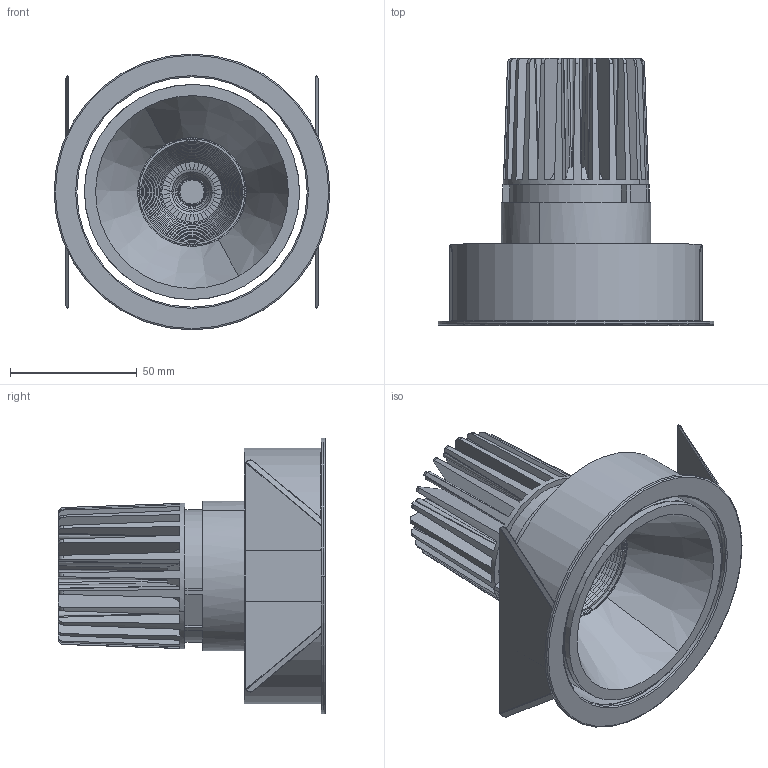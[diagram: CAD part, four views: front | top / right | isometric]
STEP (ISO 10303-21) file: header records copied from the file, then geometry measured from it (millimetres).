
FILE_DESCRIPTION((''),'2;1');
FILE_NAME('220-0566_RED_ASM','2018-07-30T',('manuel.reismann'),(''),'CREO PARAMETRIC BY PTC INC, 2017020','CREO PARAMETRIC BY PTC INC, 2017020','');
FILE_SCHEMA(('CONFIG_CONTROL_DESIGN'));
Length unit declared in the file: millimetre
Products named in the file (11): E29-1432_RED; E29-1433_RED; E59-054F2_RED; E04-1437_RED; E59-050F2_RED; E59-052-V2_RED; E60-013_RED; BRIDGELUX-V10_3000K; C05-0063C-30K_RED_ASM; SHINLAND44-R1; 220-0566_RED_ASM
Assembly tree (11 placements, depth 3):
  220-0566_RED_ASM
    E29-1432_RED
    E29-1433_RED
    E59-054F2_RED
    E04-1437_RED  x2
    E59-050F2_RED
    C05-0063C-30K_RED_ASM
      E59-052-V2_RED
      E60-013_RED
      BRIDGELUX-V10_3000K
    SHINLAND44-R1
Bounding box: 109 x 105.6 x 109 mm (x, y, z)
Volume: 157092.1 mm3; surface area: 145186.7 mm2
Topology: 15 solids, 30 shells, 1394 faces, 3335 edges, 1989 vertices
Faces by surface type: bspline 794, plane 301, cylinder 183, cone 61, torus 51, revolution 4
Entity records: 128344 total; most frequent: CARTESIAN_POINT 92465, ORIENTED_EDGE 6486, EDGE_CURVE 3279, DIRECTION 3094, PRESENTATION_STYLE_ASSIGNMENT 3073, STYLED_ITEM 3071, CURVE_STYLE 2914, B_SPLINE_CURVE_WITH_KNOTS 2009
